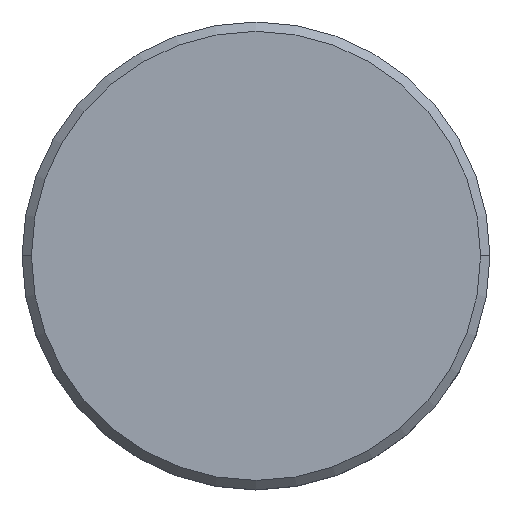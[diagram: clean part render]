
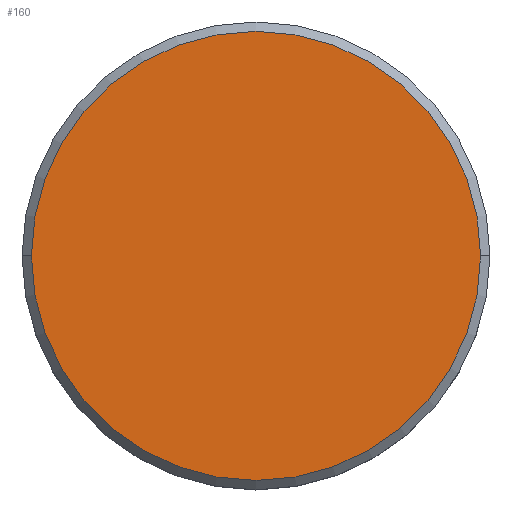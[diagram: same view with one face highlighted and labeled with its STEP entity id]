
A CAD part, top view. The second image highlights one B-rep face of the part: STEP entity #160.
In plain terms, the highlighted planar face has unit normal (0, 0, 1).
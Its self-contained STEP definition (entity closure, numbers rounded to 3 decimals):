
#77 = VERTEX_POINT ( 'NONE', #981 ) ;
#83 = PLANE ( 'NONE',  #111 ) ;
#104 = ORIENTED_EDGE ( 'NONE', *, *, #1016, .T. ) ;
#106 = CARTESIAN_POINT ( 'NONE',  ( 0., 0., 0. ) ) ;
#111 = AXIS2_PLACEMENT_3D ( 'NONE', #727, #345, #526 ) ;
#125 = DIRECTION ( 'NONE',  ( 0., 0., 1. ) ) ;
#134 = CIRCLE ( 'NONE', #823, 12. ) ;
#160 = ADVANCED_FACE ( 'NONE', ( #168 ), #83, .T. ) ;
#164 = CARTESIAN_POINT ( 'NONE',  ( 0., 0., 0. ) ) ;
#168 = FACE_OUTER_BOUND ( 'NONE', #625, .T. ) ;
#228 = CIRCLE ( 'NONE', #904, 12. ) ;
#261 = DIRECTION ( 'NONE',  ( 1., 0., 0. ) ) ;
#345 = DIRECTION ( 'NONE',  ( 0., 0., 1. ) ) ;
#360 = ORIENTED_EDGE ( 'NONE', *, *, #724, .T. ) ;
#471 = DIRECTION ( 'NONE',  ( 1., 0., 0. ) ) ;
#526 = DIRECTION ( 'NONE',  ( 1., 0., 0. ) ) ;
#555 = CARTESIAN_POINT ( 'NONE',  ( -12., 0., 0. ) ) ;
#625 = EDGE_LOOP ( 'NONE', ( #360, #104 ) ) ;
#724 = EDGE_CURVE ( 'NONE', #961, #77, #228, .T. ) ;
#727 = CARTESIAN_POINT ( 'NONE',  ( 0., 0., 0. ) ) ;
#823 = AXIS2_PLACEMENT_3D ( 'NONE', #164, #1170, #261 ) ;
#904 = AXIS2_PLACEMENT_3D ( 'NONE', #106, #125, #471 ) ;
#961 = VERTEX_POINT ( 'NONE', #555 ) ;
#981 = CARTESIAN_POINT ( 'NONE',  ( 12., 0., 0. ) ) ;
#1016 = EDGE_CURVE ( 'NONE', #77, #961, #134, .T. ) ;
#1170 = DIRECTION ( 'NONE',  ( 0., 0., 1. ) ) ;
